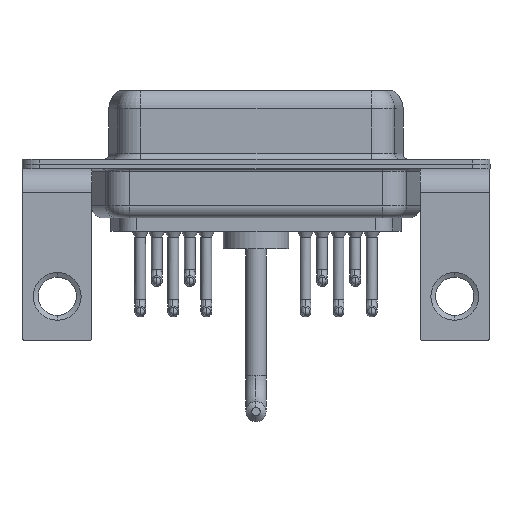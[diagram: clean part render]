
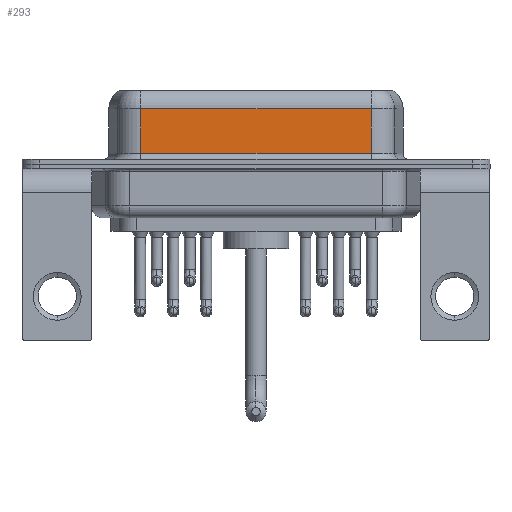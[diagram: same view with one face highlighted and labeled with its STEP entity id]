
A CAD part, front view. The second image highlights one B-rep face of the part: STEP entity #293.
In plain terms, the highlighted planar face has unit normal (0, -1, 0).
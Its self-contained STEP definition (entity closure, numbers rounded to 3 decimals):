
#293 = ADVANCED_FACE ( 'NONE', ( #12869 ), #9911, .F. ) ;
#1927 = VERTEX_POINT ( 'NONE', #12559 ) ;
#2226 = DIRECTION ( 'NONE',  ( -1., 0., 0. ) ) ;
#2244 = CARTESIAN_POINT ( 'NONE',  ( 26.287, -3.95, 4.65 ) ) ;
#3131 = ORIENTED_EDGE ( 'NONE', *, *, #6201, .T. ) ;
#3497 = LINE ( 'NONE', #17193, #15518 ) ;
#5082 = LINE ( 'NONE', #14048, #19035 ) ;
#5588 = CARTESIAN_POINT ( 'NONE',  ( 26.287, -3.95, 6.4 ) ) ;
#5755 = ORIENTED_EDGE ( 'NONE', *, *, #13775, .T. ) ;
#5781 = CARTESIAN_POINT ( 'NONE',  ( 26.287, -3.95, 0.9 ) ) ;
#6201 = EDGE_CURVE ( 'NONE', #8010, #15216, #12574, .T. ) ;
#7811 = VECTOR ( 'NONE', #12764, 1000. ) ;
#8010 = VERTEX_POINT ( 'NONE', #18509 ) ;
#8354 = DIRECTION ( 'NONE',  ( 0., 1., 0. ) ) ;
#8690 = VECTOR ( 'NONE', #13360, 1000. ) ;
#9284 = ORIENTED_EDGE ( 'NONE', *, *, #11389, .T. ) ;
#9611 = CARTESIAN_POINT ( 'NONE',  ( 7.013, -3.95, 0.9 ) ) ;
#9911 = PLANE ( 'NONE',  #15691 ) ;
#11389 = EDGE_CURVE ( 'NONE', #14814, #8010, #3497, .T. ) ;
#12559 = CARTESIAN_POINT ( 'NONE',  ( 26.287, -3.95, 0.9 ) ) ;
#12574 = LINE ( 'NONE', #17000, #7811 ) ;
#12764 = DIRECTION ( 'NONE',  ( 0., 0., -1. ) ) ;
#12869 = FACE_OUTER_BOUND ( 'NONE', #19267, .T. ) ;
#12905 = EDGE_CURVE ( 'NONE', #14814, #1927, #5082, .T. ) ;
#13241 = ORIENTED_EDGE ( 'NONE', *, *, #12905, .F. ) ;
#13360 = DIRECTION ( 'NONE',  ( 1., 0., 0. ) ) ;
#13775 = EDGE_CURVE ( 'NONE', #15216, #1927, #18173, .T. ) ;
#14048 = CARTESIAN_POINT ( 'NONE',  ( 26.287, -3.95, 6.4 ) ) ;
#14814 = VERTEX_POINT ( 'NONE', #2244 ) ;
#15216 = VERTEX_POINT ( 'NONE', #9611 ) ;
#15518 = VECTOR ( 'NONE', #2226, 1000. ) ;
#15691 = AXIS2_PLACEMENT_3D ( 'NONE', #5588, #8354, #15916 ) ;
#15916 = DIRECTION ( 'NONE',  ( 0., 0., 1. ) ) ;
#17000 = CARTESIAN_POINT ( 'NONE',  ( 7.013, -3.95, 6.4 ) ) ;
#17193 = CARTESIAN_POINT ( 'NONE',  ( 26.287, -3.95, 4.65 ) ) ;
#18173 = LINE ( 'NONE', #5781, #8690 ) ;
#18477 = DIRECTION ( 'NONE',  ( 0., 0., -1. ) ) ;
#18509 = CARTESIAN_POINT ( 'NONE',  ( 7.013, -3.95, 4.65 ) ) ;
#19035 = VECTOR ( 'NONE', #18477, 1000. ) ;
#19267 = EDGE_LOOP ( 'NONE', ( #13241, #9284, #3131, #5755 ) ) ;
